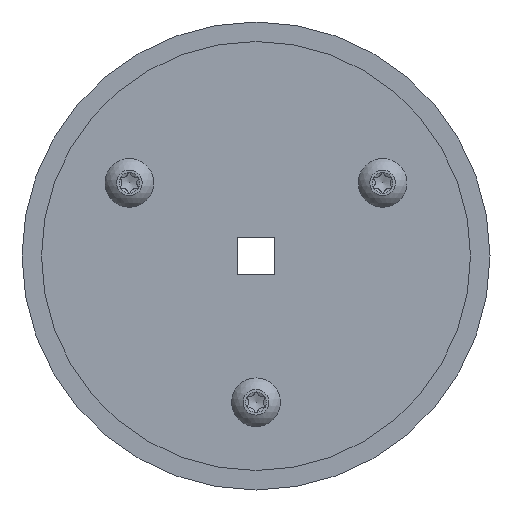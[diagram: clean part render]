
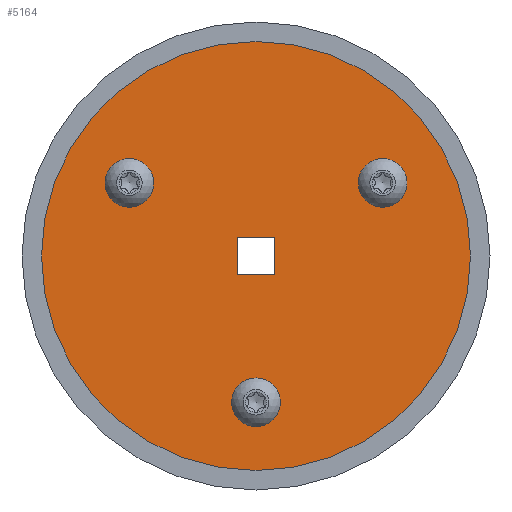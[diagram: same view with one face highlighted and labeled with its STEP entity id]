
A CAD part, front view. The second image highlights one B-rep face of the part: STEP entity #5164.
In plain terms, the highlighted face is planar.
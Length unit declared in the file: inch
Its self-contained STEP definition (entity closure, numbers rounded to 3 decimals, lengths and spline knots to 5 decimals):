
#664=LINE('',#9803,#1001);
#667=LINE('',#9809,#1004);
#670=LINE('',#9815,#1007);
#673=LINE('',#9819,#1010);
#1001=VECTOR('',#7282,0.3937);
#1004=VECTOR('',#7287,0.3937);
#1007=VECTOR('',#7292,0.3937);
#1010=VECTOR('',#7297,0.3937);
#1090=FACE_BOUND('',#1697,.T.);
#1091=FACE_BOUND('',#1698,.T.);
#1092=FACE_BOUND('',#1699,.T.);
#1093=FACE_BOUND('',#1700,.T.);
#1357=FACE_OUTER_BOUND('',#1696,.T.);
#1696=EDGE_LOOP('',(#4623));
#1697=EDGE_LOOP('',(#4624));
#1698=EDGE_LOOP('',(#4625));
#1699=EDGE_LOOP('',(#4626));
#1700=EDGE_LOOP('',(#4627,#4628,#4629,#4630));
#2060=CIRCLE('',#5815,0.08475);
#2062=CIRCLE('',#5818,0.08475);
#2064=CIRCLE('',#5821,0.08475);
#2066=CIRCLE('',#5824,1.375);
#2489=VERTEX_POINT('',#9800);
#2490=VERTEX_POINT('',#9802);
#2492=VERTEX_POINT('',#9808);
#2494=VERTEX_POINT('',#9814);
#2495=VERTEX_POINT('',#9821);
#2497=VERTEX_POINT('',#9827);
#2499=VERTEX_POINT('',#9833);
#2501=VERTEX_POINT('',#9839);
#3203=EDGE_CURVE('',#2490,#2489,#664,.T.);
#3206=EDGE_CURVE('',#2492,#2490,#667,.T.);
#3209=EDGE_CURVE('',#2494,#2492,#670,.T.);
#3212=EDGE_CURVE('',#2489,#2494,#673,.T.);
#3213=EDGE_CURVE('',#2495,#2495,#2060,.T.);
#3216=EDGE_CURVE('',#2497,#2497,#2062,.T.);
#3219=EDGE_CURVE('',#2499,#2499,#2064,.T.);
#3222=EDGE_CURVE('',#2501,#2501,#2066,.T.);
#4623=ORIENTED_EDGE('',*,*,#3222,.T.);
#4624=ORIENTED_EDGE('',*,*,#3219,.T.);
#4625=ORIENTED_EDGE('',*,*,#3216,.T.);
#4626=ORIENTED_EDGE('',*,*,#3213,.T.);
#4627=ORIENTED_EDGE('',*,*,#3212,.T.);
#4628=ORIENTED_EDGE('',*,*,#3209,.T.);
#4629=ORIENTED_EDGE('',*,*,#3206,.T.);
#4630=ORIENTED_EDGE('',*,*,#3203,.T.);
#4897=PLANE('',#5826);
#5164=ADVANCED_FACE('',(#1357,#1090,#1091,#1092,#1093),#4897,.T.);
#5815=AXIS2_PLACEMENT_3D('',#9822,#7300,#7301);
#5818=AXIS2_PLACEMENT_3D('',#9828,#7307,#7308);
#5821=AXIS2_PLACEMENT_3D('',#9834,#7314,#7315);
#5824=AXIS2_PLACEMENT_3D('',#9840,#7321,#7322);
#5826=AXIS2_PLACEMENT_3D('',#9844,#7326,#7327);
#7282=DIRECTION('',(0.,1.,0.));
#7287=DIRECTION('',(-1.,0.,0.));
#7292=DIRECTION('',(0.,-1.,0.));
#7297=DIRECTION('',(1.,0.,0.));
#7300=DIRECTION('center_axis',(0.,0.,
-1.));
#7301=DIRECTION('ref_axis',(1.,0.,0.));
#7307=DIRECTION('center_axis',(0.,0.,
-1.));
#7308=DIRECTION('ref_axis',(1.,0.,0.));
#7314=DIRECTION('center_axis',(0.,0.,
-1.));
#7315=DIRECTION('ref_axis',(1.,0.,0.));
#7321=DIRECTION('center_axis',(0.,0.,1.));
#7322=DIRECTION('ref_axis',(1.,0.,0.));
#7326=DIRECTION('center_axis',(0.,0.,1.));
#7327=DIRECTION('ref_axis',(1.,0.,0.));
#9800=CARTESIAN_POINT('',(-0.14665,0.07633,0.0625));
#9802=CARTESIAN_POINT('',(-0.14665,-0.16667,0.0625));
#9803=CARTESIAN_POINT('',(-0.14665,-0.16667,0.0625));
#9808=CARTESIAN_POINT('',(0.09635,-0.16667,0.0625));
#9809=CARTESIAN_POINT('',(0.09635,-0.16667,0.0625));
#9814=CARTESIAN_POINT('',(0.09635,0.07633,0.0625));
#9815=CARTESIAN_POINT('',(0.09635,0.07633,0.0625));
#9819=CARTESIAN_POINT('',(-0.14665,0.07633,0.0625));
#9821=CARTESIAN_POINT('',(-0.9218,0.42358,0.0625));
#9822=CARTESIAN_POINT('Origin',(-0.83705,0.42358,0.0625));
#9827=CARTESIAN_POINT('',(-0.1099,-0.98267,0.0625));
#9828=CARTESIAN_POINT('Origin',(-0.02515,-0.98267,
0.0625));
#9833=CARTESIAN_POINT('',(0.702,0.42358,0.0625));
#9834=CARTESIAN_POINT('Origin',(0.78675,0.42358,0.0625));
#9839=CARTESIAN_POINT('',(-1.40015,-0.04517,0.0625));
#9840=CARTESIAN_POINT('Origin',(-0.02515,-0.04517,
0.0625));
#9844=CARTESIAN_POINT('Origin',(-0.02515,-0.04517,
0.0625));
